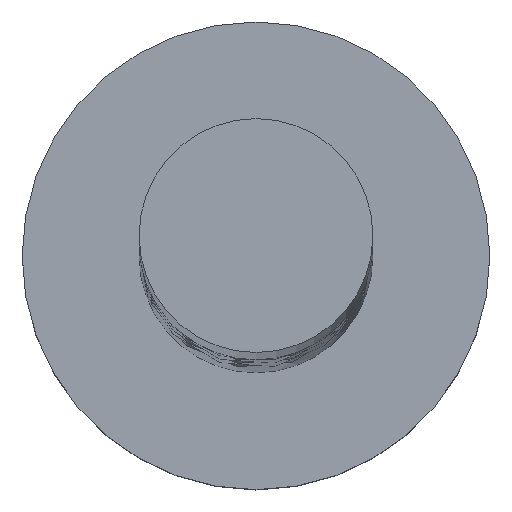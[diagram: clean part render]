
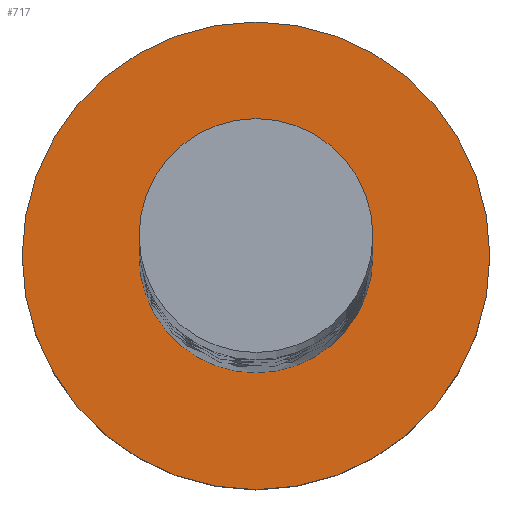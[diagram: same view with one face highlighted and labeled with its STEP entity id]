
A CAD part, top view. The second image highlights one B-rep face of the part: STEP entity #717.
In plain terms, the highlighted planar face has unit normal (0, 0, 1).
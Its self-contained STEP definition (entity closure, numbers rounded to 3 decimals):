
#93 = FACE_BOUND ( 'NONE', #1584, .T. ) ;
#170 = DIRECTION ( 'NONE',  ( 0., 0., 1. ) ) ;
#188 = CARTESIAN_POINT ( 'NONE',  ( 4., 0., 3. ) ) ;
#230 = DIRECTION ( 'NONE',  ( 1., 0., 0. ) ) ;
#362 = CARTESIAN_POINT ( 'NONE',  ( 0., 0., 3. ) ) ;
#363 = DIRECTION ( 'NONE',  ( 1., 0., 0. ) ) ;
#367 = VERTEX_POINT ( 'NONE', #380 ) ;
#380 = CARTESIAN_POINT ( 'NONE',  ( 2., 0., 3. ) ) ;
#403 = EDGE_CURVE ( 'NONE', #367, #984, #1695, .T. ) ;
#410 = ORIENTED_EDGE ( 'NONE', *, *, #403, .F. ) ;
#442 = DIRECTION ( 'NONE',  ( 1., 0., 0. ) ) ;
#496 = PLANE ( 'NONE',  #557 ) ;
#504 = EDGE_CURVE ( 'NONE', #741, #1373, #1725, .T. ) ;
#510 = AXIS2_PLACEMENT_3D ( 'NONE', #1399, #170, #442 ) ;
#526 = CARTESIAN_POINT ( 'NONE',  ( 0., 0., 3. ) ) ;
#557 = AXIS2_PLACEMENT_3D ( 'NONE', #362, #1456, #230 ) ;
#600 = EDGE_CURVE ( 'NONE', #984, #367, #1481, .T. ) ;
#717 = ADVANCED_FACE ( 'NONE', ( #93, #1009 ), #496, .T. ) ;
#741 = VERTEX_POINT ( 'NONE', #188 ) ;
#763 = CARTESIAN_POINT ( 'NONE',  ( -2., 0., 3. ) ) ;
#789 = DIRECTION ( 'NONE',  ( 1., 0., 0. ) ) ;
#801 = CIRCLE ( 'NONE', #1026, 4. ) ;
#818 = ORIENTED_EDGE ( 'NONE', *, *, #600, .F. ) ;
#822 = DIRECTION ( 'NONE',  ( 0., 0., 1. ) ) ;
#984 = VERTEX_POINT ( 'NONE', #763 ) ;
#1005 = ORIENTED_EDGE ( 'NONE', *, *, #504, .T. ) ;
#1009 = FACE_OUTER_BOUND ( 'NONE', #1341, .T. ) ;
#1016 = CARTESIAN_POINT ( 'NONE',  ( 0., 0., 3. ) ) ;
#1026 = AXIS2_PLACEMENT_3D ( 'NONE', #1016, #1170, #363 ) ;
#1170 = DIRECTION ( 'NONE',  ( 0., 0., 1. ) ) ;
#1247 = DIRECTION ( 'NONE',  ( 0., 0., 1. ) ) ;
#1257 = CARTESIAN_POINT ( 'NONE',  ( 0., 0., 3. ) ) ;
#1265 = CARTESIAN_POINT ( 'NONE',  ( -4., 0., 3. ) ) ;
#1283 = ORIENTED_EDGE ( 'NONE', *, *, #1478, .T. ) ;
#1341 = EDGE_LOOP ( 'NONE', ( #1283, #1005 ) ) ;
#1373 = VERTEX_POINT ( 'NONE', #1265 ) ;
#1399 = CARTESIAN_POINT ( 'NONE',  ( 0., 0., 3. ) ) ;
#1456 = DIRECTION ( 'NONE',  ( 0., 0., 1. ) ) ;
#1478 = EDGE_CURVE ( 'NONE', #1373, #741, #801, .T. ) ;
#1481 = CIRCLE ( 'NONE', #510, 2. ) ;
#1530 = DIRECTION ( 'NONE',  ( 1., 0., 0. ) ) ;
#1584 = EDGE_LOOP ( 'NONE', ( #818, #410 ) ) ;
#1585 = AXIS2_PLACEMENT_3D ( 'NONE', #526, #822, #789 ) ;
#1608 = AXIS2_PLACEMENT_3D ( 'NONE', #1257, #1247, #1530 ) ;
#1695 = CIRCLE ( 'NONE', #1585, 2. ) ;
#1725 = CIRCLE ( 'NONE', #1608, 4. ) ;
